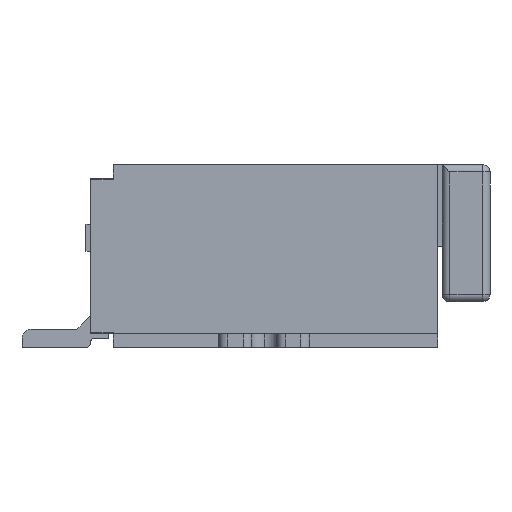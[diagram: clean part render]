
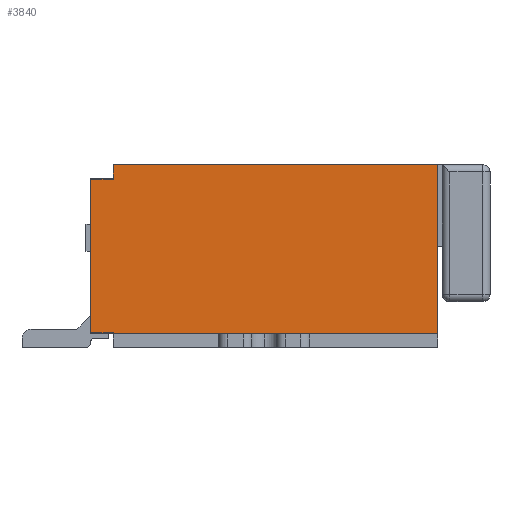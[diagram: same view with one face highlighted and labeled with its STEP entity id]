
A CAD part, left-side view. The second image highlights one B-rep face of the part: STEP entity #3840.
In plain terms, the highlighted planar face has unit normal (-1, 0, 0).
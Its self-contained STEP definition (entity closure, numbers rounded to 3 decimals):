
#78 = CARTESIAN_POINT ( 'NONE',  ( -5.2, -4.175, 0.15 ) ) ;
#171 = LINE ( 'NONE', #372, #32885 ) ;
#295 = EDGE_LOOP ( 'NONE', ( #12304, #30950, #25756, #31578, #30628, #1608, #27060, #26322 ) ) ;
#372 = CARTESIAN_POINT ( 'NONE',  ( -5.2, -0.625, 1.84 ) ) ;
#438 = CARTESIAN_POINT ( 'NONE',  ( -5.2, -0.625, 0. ) ) ;
#1107 = CARTESIAN_POINT ( 'NONE',  ( -5.2, -0.625, 2. ) ) ;
#1608 = ORIENTED_EDGE ( 'NONE', *, *, #13716, .F. ) ;
#2479 = CARTESIAN_POINT ( 'NONE',  ( -5.2, -4.175, 0. ) ) ;
#2872 = DIRECTION ( 'NONE',  ( 0., 0., 1. ) ) ;
#3040 = VECTOR ( 'NONE', #10232, 1000. ) ;
#3490 = EDGE_CURVE ( 'NONE', #32129, #18465, #25143, .T. ) ;
#3840 = ADVANCED_FACE ( 'NONE', ( #34242 ), #18190, .T. ) ;
#4266 = VERTEX_POINT ( 'NONE', #14383 ) ;
#6474 = CARTESIAN_POINT ( 'NONE',  ( -5.2, -0.375, 2. ) ) ;
#6636 = VERTEX_POINT ( 'NONE', #22125 ) ;
#7893 = VECTOR ( 'NONE', #18850, 1000. ) ;
#8859 = CARTESIAN_POINT ( 'NONE',  ( -5.2, -0.625, 0.16 ) ) ;
#9824 = VECTOR ( 'NONE', #21536, 1000. ) ;
#10232 = DIRECTION ( 'NONE',  ( 0., 0., -1. ) ) ;
#12175 = EDGE_CURVE ( 'NONE', #4266, #39758, #171, .T. ) ;
#12191 = DIRECTION ( 'NONE',  ( -1., 0., 0. ) ) ;
#12304 = ORIENTED_EDGE ( 'NONE', *, *, #27719, .F. ) ;
#13254 = CARTESIAN_POINT ( 'NONE',  ( -5.2, -0.625, 2. ) ) ;
#13716 = EDGE_CURVE ( 'NONE', #4266, #18465, #32586, .T. ) ;
#14383 = CARTESIAN_POINT ( 'NONE',  ( -5.2, -0.625, 1.84 ) ) ;
#15247 = CARTESIAN_POINT ( 'NONE',  ( -5.2, -4.175, 0.15 ) ) ;
#15695 = DIRECTION ( 'NONE',  ( 0., 1., 0. ) ) ;
#16631 = CARTESIAN_POINT ( 'NONE',  ( -5.2, -0.375, 1.84 ) ) ;
#16841 = LINE ( 'NONE', #26058, #3040 ) ;
#17111 = CARTESIAN_POINT ( 'NONE',  ( -5.2, -4.175, 2. ) ) ;
#17663 = CARTESIAN_POINT ( 'NONE',  ( -5.2, -0.625, 0.16 ) ) ;
#18190 = PLANE ( 'NONE',  #33005 ) ;
#18461 = EDGE_CURVE ( 'NONE', #39758, #6636, #16841, .T. ) ;
#18465 = VERTEX_POINT ( 'NONE', #1107 ) ;
#18813 = CARTESIAN_POINT ( 'NONE',  ( -5.2, -0.625, 0.15 ) ) ;
#18850 = DIRECTION ( 'NONE',  ( 0., 1., 0. ) ) ;
#19477 = LINE ( 'NONE', #438, #30004 ) ;
#19639 = EDGE_CURVE ( 'NONE', #36746, #32129, #30901, .T. ) ;
#19703 = DIRECTION ( 'NONE',  ( 0., 0., 1. ) ) ;
#21536 = DIRECTION ( 'NONE',  ( 0., 1., 0. ) ) ;
#22125 = CARTESIAN_POINT ( 'NONE',  ( -5.2, -0.375, 0.16 ) ) ;
#23545 = VECTOR ( 'NONE', #27961, 1000. ) ;
#25143 = LINE ( 'NONE', #6474, #7893 ) ;
#25756 = ORIENTED_EDGE ( 'NONE', *, *, #39297, .F. ) ;
#26058 = CARTESIAN_POINT ( 'NONE',  ( -5.2, -0.375, 0. ) ) ;
#26322 = ORIENTED_EDGE ( 'NONE', *, *, #18461, .T. ) ;
#27060 = ORIENTED_EDGE ( 'NONE', *, *, #12175, .T. ) ;
#27572 = VERTEX_POINT ( 'NONE', #17663 ) ;
#27619 = CARTESIAN_POINT ( 'NONE',  ( -5.2, 0., 0. ) ) ;
#27719 = EDGE_CURVE ( 'NONE', #27572, #6636, #34016, .T. ) ;
#27961 = DIRECTION ( 'NONE',  ( 0., 1., 0. ) ) ;
#28660 = DIRECTION ( 'NONE',  ( 0., 0., 1. ) ) ;
#30004 = VECTOR ( 'NONE', #28660, 1000. ) ;
#30628 = ORIENTED_EDGE ( 'NONE', *, *, #3490, .T. ) ;
#30901 = LINE ( 'NONE', #2479, #40744 ) ;
#30950 = ORIENTED_EDGE ( 'NONE', *, *, #37113, .F. ) ;
#31292 = DIRECTION ( 'NONE',  ( 0., -1., 0. ) ) ;
#31578 = ORIENTED_EDGE ( 'NONE', *, *, #19639, .T. ) ;
#32129 = VERTEX_POINT ( 'NONE', #17111 ) ;
#32586 = LINE ( 'NONE', #13254, #32647 ) ;
#32647 = VECTOR ( 'NONE', #19703, 1000. ) ;
#32885 = VECTOR ( 'NONE', #15695, 1000. ) ;
#33005 = AXIS2_PLACEMENT_3D ( 'NONE', #27619, #12191, #31292 ) ;
#34016 = LINE ( 'NONE', #8859, #9824 ) ;
#34155 = VERTEX_POINT ( 'NONE', #18813 ) ;
#34242 = FACE_OUTER_BOUND ( 'NONE', #295, .T. ) ;
#36746 = VERTEX_POINT ( 'NONE', #78 ) ;
#37113 = EDGE_CURVE ( 'NONE', #34155, #27572, #19477, .T. ) ;
#39297 = EDGE_CURVE ( 'NONE', #36746, #34155, #40460, .T. ) ;
#39758 = VERTEX_POINT ( 'NONE', #16631 ) ;
#40460 = LINE ( 'NONE', #15247, #23545 ) ;
#40744 = VECTOR ( 'NONE', #2872, 1000. ) ;
